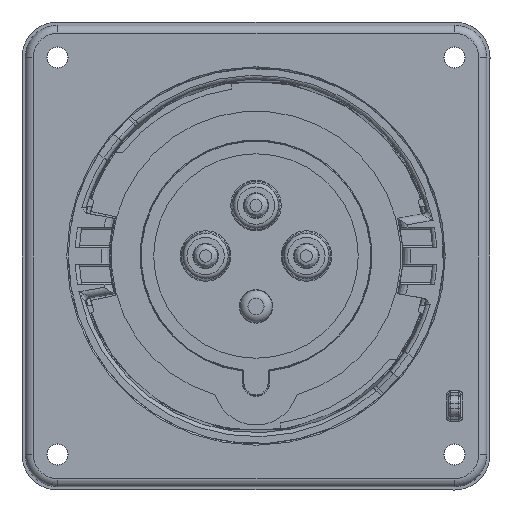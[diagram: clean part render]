
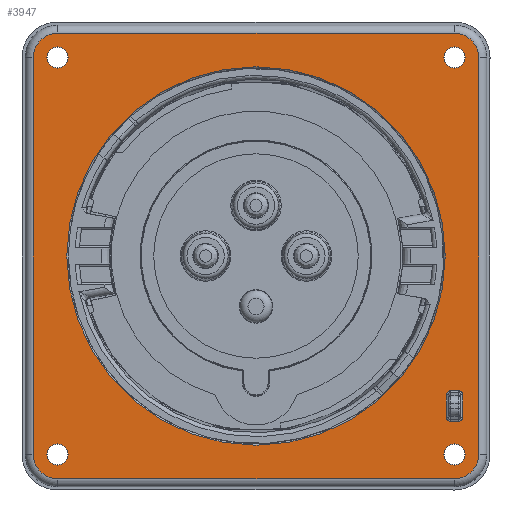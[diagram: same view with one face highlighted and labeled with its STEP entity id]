
A CAD part, front view. The second image highlights one B-rep face of the part: STEP entity #3947.
In plain terms, the highlighted planar face has unit normal (0, -1, 0).
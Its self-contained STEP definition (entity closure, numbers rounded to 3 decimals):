
#817=FACE_BOUND('',#9736,.T.);
#818=FACE_BOUND('',#9737,.T.);
#819=FACE_BOUND('',#9738,.T.);
#820=FACE_BOUND('',#9739,.T.);
#821=FACE_BOUND('',#9740,.T.);
#822=FACE_BOUND('',#9741,.T.);
#823=FACE_BOUND('',#9742,.T.);
#3947=ADVANCED_FACE('',(#817,#818,#819,#820,#821,#822,#823),#5491,.F.);
#5491=PLANE('',#42148);
#9736=EDGE_LOOP('',(#24737,#24738,#24739,#24740,#24741,#24742,#24743,#24744));
#9737=EDGE_LOOP('',(#24745));
#9738=EDGE_LOOP('',(#24746));
#9739=EDGE_LOOP('',(#24747));
#9740=EDGE_LOOP('',(#24748));
#9741=EDGE_LOOP('',(#24749));
#9742=EDGE_LOOP('',(#24750,#24751,#24752,#24753,#24754,#24755,#24756,#24757));
#10944=ELLIPSE('',#42130,1.015,1.);
#10945=ELLIPSE('',#42135,1.015,1.);
#10946=ELLIPSE('',#42138,1.015,1.);
#10947=ELLIPSE('',#42142,1.015,1.);
#12803=LINE('',#72741,#15156);
#12804=LINE('',#72751,#15157);
#12805=LINE('',#72759,#15158);
#12806=LINE('',#72767,#15159);
#12807=LINE('',#72802,#15160);
#12808=LINE('',#72819,#15161);
#12809=LINE('',#72838,#15162);
#12810=LINE('',#72857,#15163);
#15156=VECTOR('',#50683,1.);
#15157=VECTOR('',#50696,1.);
#15158=VECTOR('',#50707,1.);
#15159=VECTOR('',#50718,1.);
#15160=VECTOR('',#50749,1.);
#15161=VECTOR('',#50756,1.);
#15162=VECTOR('',#50765,1.);
#15163=VECTOR('',#50774,1.);
#17002=CIRCLE('',#42105,6.);
#17005=CIRCLE('',#42110,6.);
#17008=CIRCLE('',#42115,6.);
#17010=CIRCLE('',#42119,6.);
#17011=CIRCLE('',#42121,2.642);
#17012=CIRCLE('',#42123,2.642);
#17013=CIRCLE('',#42125,2.642);
#17014=CIRCLE('',#42127,2.642);
#17024=CIRCLE('',#42147,46.9);
#24737=ORIENTED_EDGE('',*,*,#36194,.F.);
#24738=ORIENTED_EDGE('',*,*,#36192,.F.);
#24739=ORIENTED_EDGE('',*,*,#36190,.F.);
#24740=ORIENTED_EDGE('',*,*,#36188,.F.);
#24741=ORIENTED_EDGE('',*,*,#36186,.F.);
#24742=ORIENTED_EDGE('',*,*,#36185,.F.);
#24743=ORIENTED_EDGE('',*,*,#36183,.F.);
#24744=ORIENTED_EDGE('',*,*,#36180,.F.);
#24745=ORIENTED_EDGE('',*,*,#36178,.F.);
#24746=ORIENTED_EDGE('',*,*,#36177,.F.);
#24747=ORIENTED_EDGE('',*,*,#36196,.F.);
#24748=ORIENTED_EDGE('',*,*,#36176,.F.);
#24749=ORIENTED_EDGE('',*,*,#36175,.F.);
#24750=ORIENTED_EDGE('',*,*,#36160,.F.);
#24751=ORIENTED_EDGE('',*,*,#36163,.F.);
#24752=ORIENTED_EDGE('',*,*,#36165,.F.);
#24753=ORIENTED_EDGE('',*,*,#36167,.F.);
#24754=ORIENTED_EDGE('',*,*,#36169,.F.);
#24755=ORIENTED_EDGE('',*,*,#36171,.F.);
#24756=ORIENTED_EDGE('',*,*,#36173,.F.);
#24757=ORIENTED_EDGE('',*,*,#36174,.F.);
#31323=VERTEX_POINT('',#72740);
#31324=VERTEX_POINT('',#72742);
#31325=VERTEX_POINT('',#72746);
#31326=VERTEX_POINT('',#72750);
#31327=VERTEX_POINT('',#72754);
#31328=VERTEX_POINT('',#72758);
#31329=VERTEX_POINT('',#72762);
#31330=VERTEX_POINT('',#72766);
#31331=VERTEX_POINT('',#72772);
#31332=VERTEX_POINT('',#72775);
#31333=VERTEX_POINT('',#72778);
#31334=VERTEX_POINT('',#72781);
#31335=VERTEX_POINT('',#72784);
#31336=VERTEX_POINT('',#72786);
#31337=VERTEX_POINT('',#72801);
#31338=VERTEX_POINT('',#72805);
#31339=VERTEX_POINT('',#72820);
#31340=VERTEX_POINT('',#72824);
#31341=VERTEX_POINT('',#72839);
#31342=VERTEX_POINT('',#72843);
#31344=VERTEX_POINT('',#72863);
#36160=EDGE_CURVE('',#31323,#31324,#12803,.T.);
#36163=EDGE_CURVE('',#31325,#31323,#17002,.T.);
#36165=EDGE_CURVE('',#31326,#31325,#12804,.T.);
#36167=EDGE_CURVE('',#31327,#31326,#17005,.T.);
#36169=EDGE_CURVE('',#31328,#31327,#12805,.T.);
#36171=EDGE_CURVE('',#31329,#31328,#17008,.T.);
#36173=EDGE_CURVE('',#31330,#31329,#12806,.T.);
#36174=EDGE_CURVE('',#31324,#31330,#17010,.T.);
#36175=EDGE_CURVE('',#31331,#31331,#17011,.T.);
#36176=EDGE_CURVE('',#31332,#31332,#17012,.T.);
#36177=EDGE_CURVE('',#31333,#31333,#17013,.T.);
#36178=EDGE_CURVE('',#31334,#31334,#17014,.T.);
#36180=EDGE_CURVE('',#31335,#31336,#10944,.T.);
#36183=EDGE_CURVE('',#31336,#31337,#12807,.T.);
#36185=EDGE_CURVE('',#31337,#31338,#10945,.T.);
#36186=EDGE_CURVE('',#31338,#31339,#12808,.T.);
#36188=EDGE_CURVE('',#31339,#31340,#10946,.T.);
#36190=EDGE_CURVE('',#31340,#31341,#12809,.T.);
#36192=EDGE_CURVE('',#31341,#31342,#10947,.T.);
#36194=EDGE_CURVE('',#31342,#31335,#12810,.T.);
#36196=EDGE_CURVE('',#31344,#31344,#17024,.T.);
#42105=AXIS2_PLACEMENT_3D('',#72747,#50690,#50691);
#42110=AXIS2_PLACEMENT_3D('',#72755,#50701,#50702);
#42115=AXIS2_PLACEMENT_3D('',#72763,#50712,#50713);
#42119=AXIS2_PLACEMENT_3D('',#72769,#50721,#50722);
#42121=AXIS2_PLACEMENT_3D('',#72771,#50725,#50726);
#42123=AXIS2_PLACEMENT_3D('',#72774,#50729,#50730);
#42125=AXIS2_PLACEMENT_3D('',#72777,#50733,#50734);
#42127=AXIS2_PLACEMENT_3D('',#72780,#50737,#50738);
#42130=AXIS2_PLACEMENT_3D('',#72785,#50743,#50744);
#42135=AXIS2_PLACEMENT_3D('',#72806,#50754,#50755);
#42138=AXIS2_PLACEMENT_3D('',#72823,#50761,#50762);
#42142=AXIS2_PLACEMENT_3D('',#72842,#50770,#50771);
#42147=AXIS2_PLACEMENT_3D('',#72862,#50781,#50782);
#42148=AXIS2_PLACEMENT_3D('',#72864,#50783,#50784);
#50683=DIRECTION('',(0.,0.,1.));
#50690=DIRECTION('',(0.,1.,0.));
#50691=DIRECTION('',(0.,0.,1.));
#50696=DIRECTION('',(-1.,0.,0.));
#50701=DIRECTION('',(0.,1.,0.));
#50702=DIRECTION('',(0.,0.,1.));
#50707=DIRECTION('',(0.,0.,-1.));
#50712=DIRECTION('',(0.,1.,0.));
#50713=DIRECTION('',(0.,0.,1.));
#50718=DIRECTION('',(1.,0.,0.));
#50721=DIRECTION('',(0.,1.,0.));
#50722=DIRECTION('',(0.,0.,1.));
#50725=DIRECTION('',(0.,-1.,0.));
#50726=DIRECTION('',(0.,0.,1.));
#50729=DIRECTION('',(0.,-1.,0.));
#50730=DIRECTION('',(0.,0.,1.));
#50733=DIRECTION('',(0.,-1.,0.));
#50734=DIRECTION('',(0.,0.,1.));
#50737=DIRECTION('',(0.,-1.,0.));
#50738=DIRECTION('',(0.,0.,1.));
#50743=DIRECTION('',(0.,-1.,0.));
#50744=DIRECTION('',(-0.049,0.,-0.999));
#50749=DIRECTION('',(1.,0.,0.));
#50754=DIRECTION('',(0.,-1.,0.));
#50755=DIRECTION('',(-0.049,0.,0.999));
#50756=DIRECTION('',(0.,0.,1.));
#50761=DIRECTION('',(0.,-1.,0.));
#50762=DIRECTION('',(-0.049,0.,-0.999));
#50765=DIRECTION('',(-1.,0.,0.));
#50770=DIRECTION('',(0.,-1.,0.));
#50771=DIRECTION('',(-0.049,0.,0.999));
#50774=DIRECTION('',(0.,0.,-1.));
#50781=DIRECTION('',(0.,-1.,0.));
#50782=DIRECTION('',(0.,0.,1.));
#50783=DIRECTION('',(0.,1.,0.));
#50784=DIRECTION('',(-0.707,0.,-0.707));
#72740=CARTESIAN_POINT('',(-55.2,24.9,-49.2));
#72741=CARTESIAN_POINT('',(-55.2,24.9,49.2));
#72742=CARTESIAN_POINT('',(-55.2,24.9,49.2));
#72746=CARTESIAN_POINT('',(-49.2,24.9,-55.2));
#72747=CARTESIAN_POINT('',(-49.2,24.9,-49.2));
#72750=CARTESIAN_POINT('',(49.2,24.9,-55.2));
#72751=CARTESIAN_POINT('',(-49.2,24.9,-55.2));
#72754=CARTESIAN_POINT('',(55.2,24.9,-49.2));
#72755=CARTESIAN_POINT('',(49.2,24.9,-49.2));
#72758=CARTESIAN_POINT('',(55.2,24.9,49.2));
#72759=CARTESIAN_POINT('',(55.2,24.9,-49.2));
#72762=CARTESIAN_POINT('',(49.2,24.9,55.2));
#72763=CARTESIAN_POINT('',(49.2,24.9,49.2));
#72766=CARTESIAN_POINT('',(-49.2,24.9,55.2));
#72767=CARTESIAN_POINT('',(49.2,24.9,55.2));
#72769=CARTESIAN_POINT('',(-49.2,24.9,49.2));
#72771=CARTESIAN_POINT('',(-49.2,24.9,49.2));
#72772=CARTESIAN_POINT('',(-49.2,24.9,51.842));
#72774=CARTESIAN_POINT('',(49.2,24.9,49.2));
#72775=CARTESIAN_POINT('',(49.2,24.9,51.842));
#72777=CARTESIAN_POINT('',(-49.2,24.9,-49.2));
#72778=CARTESIAN_POINT('',(-49.2,24.9,-46.558));
#72780=CARTESIAN_POINT('',(49.2,24.9,-49.2));
#72781=CARTESIAN_POINT('',(49.2,24.9,-46.558));
#72784=CARTESIAN_POINT('',(47.21,24.9,-39.967));
#72785=CARTESIAN_POINT('',(48.21,24.9,-39.966));
#72786=CARTESIAN_POINT('',(48.209,24.9,-40.981));
#72801=CARTESIAN_POINT('',(50.191,24.9,-40.981));
#72802=CARTESIAN_POINT('',(48.209,24.9,-40.981));
#72805=CARTESIAN_POINT('',(51.19,24.9,-39.967));
#72806=CARTESIAN_POINT('',(50.19,24.9,-39.966));
#72819=CARTESIAN_POINT('',(51.19,24.9,-39.967));
#72820=CARTESIAN_POINT('',(51.19,24.9,-34.433));
#72823=CARTESIAN_POINT('',(50.19,24.9,-34.434));
#72824=CARTESIAN_POINT('',(50.191,24.9,-33.419));
#72838=CARTESIAN_POINT('',(50.191,24.9,-33.419));
#72839=CARTESIAN_POINT('',(48.209,24.9,-33.419));
#72842=CARTESIAN_POINT('',(48.21,24.9,-34.434));
#72843=CARTESIAN_POINT('',(47.21,24.9,-34.433));
#72857=CARTESIAN_POINT('',(47.21,24.9,-34.433));
#72862=CARTESIAN_POINT('',(0.,24.9,0.));
#72863=CARTESIAN_POINT('',(0.,24.9,46.9));
#72864=CARTESIAN_POINT('',(0.,24.9,0.));
